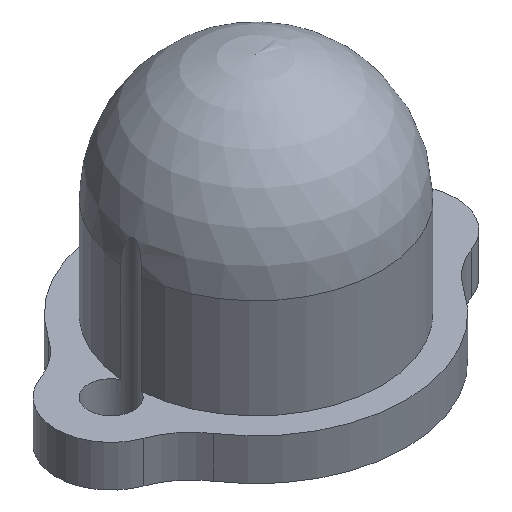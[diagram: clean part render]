
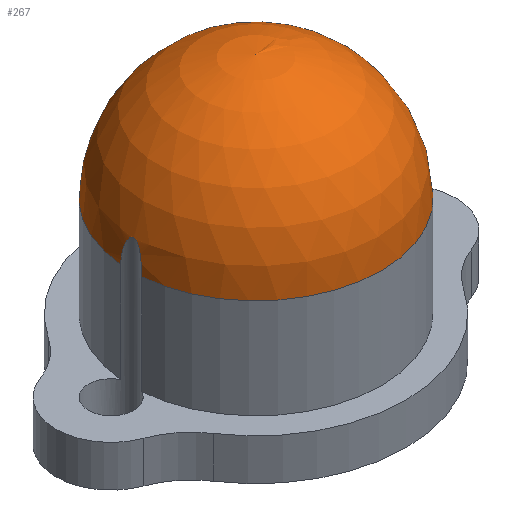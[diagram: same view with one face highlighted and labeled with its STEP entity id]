
A CAD part, isometric view. The second image highlights one B-rep face of the part: STEP entity #267.
In plain terms, the highlighted spherical face has radius 6.35 mm.
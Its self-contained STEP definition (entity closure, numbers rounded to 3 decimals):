
#20=B_SPLINE_CURVE_WITH_KNOTS('',3,(#457,#458,#459,#460,#461,#462,#463,
#464,#465,#466,#467,#468,#469),.UNSPECIFIED.,.F.,.F.,(4,1,1,1,1,1,1,1,1,
1,4),(0.,0.,0.001,0.001,
0.001,0.002,0.002,0.002,
0.002,0.003,0.003),
 .UNSPECIFIED.);
#21=B_SPLINE_CURVE_WITH_KNOTS('',3,(#471,#472,#473,#474,#475,#476,#477,
#478,#479,#480,#481,#482,#483),.UNSPECIFIED.,.F.,.F.,(4,1,1,1,1,1,1,1,1,
1,4),(0.,0.,0.001,0.001,
0.001,0.002,0.002,0.002,
0.002,0.003,0.003),
 .UNSPECIFIED.);
#22=SPHERICAL_SURFACE('',#308,6.35);
#26=CIRCLE('',#295,6.35);
#38=CIRCLE('',#309,6.35);
#65=ORIENTED_EDGE('',*,*,#140,.F.);
#66=ORIENTED_EDGE('',*,*,#128,.T.);
#67=ORIENTED_EDGE('',*,*,#141,.F.);
#68=ORIENTED_EDGE('',*,*,#142,.T.);
#128=EDGE_CURVE('',#164,#166,#26,.T.);
#140=EDGE_CURVE('',#164,#177,#20,.T.);
#141=EDGE_CURVE('',#178,#166,#21,.T.);
#142=EDGE_CURVE('',#178,#177,#38,.T.);
#164=VERTEX_POINT('',#428);
#166=VERTEX_POINT('',#432);
#177=VERTEX_POINT('',#470);
#178=VERTEX_POINT('',#484);
#216=EDGE_LOOP('',(#65,#66,#67,#68));
#236=FACE_BOUND('',#216,.T.);
#267=ADVANCED_FACE('',(#236),#22,.T.);
#295=AXIS2_PLACEMENT_3D('',#433,#340,#341);
#308=AXIS2_PLACEMENT_3D('',#456,#366,#367);
#309=AXIS2_PLACEMENT_3D('',#485,#368,#369);
#340=DIRECTION('',(0.,0.,1.));
#341=DIRECTION('',(1.,0.,0.));
#366=DIRECTION('',(0.,0.,1.));
#367=DIRECTION('',(1.,0.,0.));
#368=DIRECTION('',(0.,0.,1.));
#369=DIRECTION('',(1.,0.,0.));
#428=CARTESIAN_POINT('',(6.328,0.527,7.15));
#432=CARTESIAN_POINT('',(-6.328,0.527,7.15));
#433=CARTESIAN_POINT('',(0.,0.,7.15));
#456=CARTESIAN_POINT('',(0.,0.,7.15));
#457=CARTESIAN_POINT('',(6.328,0.527,7.15));
#458=CARTESIAN_POINT('',(6.328,0.527,7.281));
#459=CARTESIAN_POINT('',(6.321,0.514,7.542));
#460=CARTESIAN_POINT('',(6.29,0.45,7.928));
#461=CARTESIAN_POINT('',(6.249,0.343,8.237));
#462=CARTESIAN_POINT('',(6.213,0.193,8.454));
#463=CARTESIAN_POINT('',(6.194,0.002,8.555));
#464=CARTESIAN_POINT('',(6.212,-0.19,8.457));
#465=CARTESIAN_POINT('',(6.249,-0.341,8.242));
#466=CARTESIAN_POINT('',(6.29,-0.449,7.931));
#467=CARTESIAN_POINT('',(6.321,-0.514,7.545));
#468=CARTESIAN_POINT('',(6.328,-0.527,7.282));
#469=CARTESIAN_POINT('',(6.328,-0.527,7.15));
#470=CARTESIAN_POINT('',(6.328,-0.527,7.15));
#471=CARTESIAN_POINT('',(-6.328,-0.527,7.15));
#472=CARTESIAN_POINT('',(-6.328,-0.527,7.281));
#473=CARTESIAN_POINT('',(-6.321,-0.514,7.542));
#474=CARTESIAN_POINT('',(-6.29,-0.45,7.928));
#475=CARTESIAN_POINT('',(-6.249,-0.343,8.237));
#476=CARTESIAN_POINT('',(-6.213,-0.193,8.454));
#477=CARTESIAN_POINT('',(-6.194,-0.002,8.555));
#478=CARTESIAN_POINT('',(-6.212,0.19,8.457));
#479=CARTESIAN_POINT('',(-6.249,0.341,8.242));
#480=CARTESIAN_POINT('',(-6.29,0.449,7.931));
#481=CARTESIAN_POINT('',(-6.321,0.514,7.545));
#482=CARTESIAN_POINT('',(-6.328,0.527,7.282));
#483=CARTESIAN_POINT('',(-6.328,0.527,7.15));
#484=CARTESIAN_POINT('',(-6.328,-0.527,7.15));
#485=CARTESIAN_POINT('',(0.,0.,7.15));
